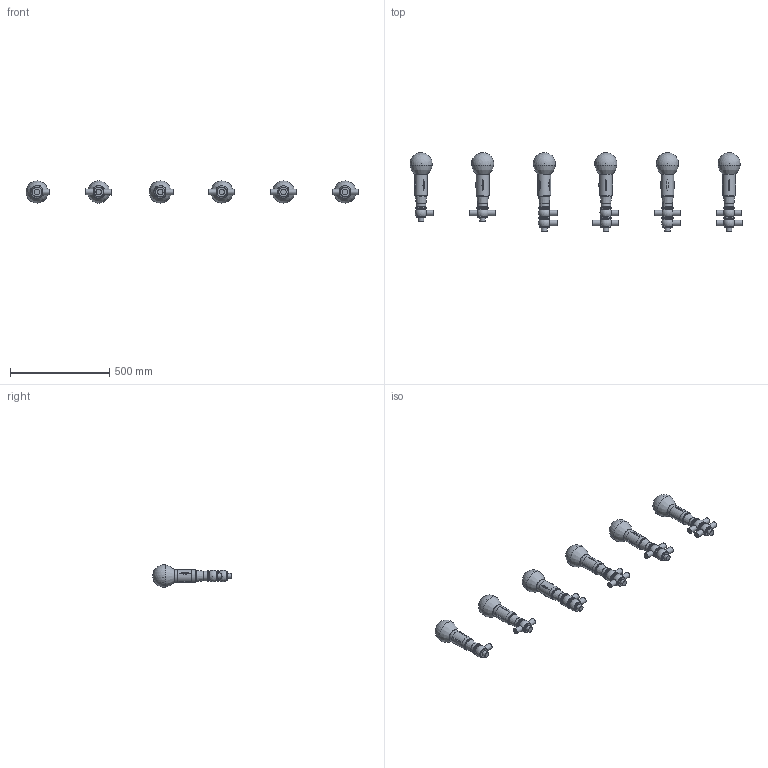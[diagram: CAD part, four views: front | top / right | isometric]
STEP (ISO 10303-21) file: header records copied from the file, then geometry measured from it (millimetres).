
FILE_DESCRIPTION((''),'2;1');
FILE_NAME('BBZP-DN025-SAL.stp','2008-09-24T16:59:55',('malp-m'),(''),'Autodesk Inventor 2008','Autodesk Inventor 2008','');
FILE_SCHEMA(('AUTOMOTIVE_DESIGN { 1 0 10303 214 1 1 1 1 }'));
Length unit declared in the file: millimetre
Products named in the file (8): BBZP-DN025-SAL; J-GIOTTO; CIL59; Assemblaggio-DN025; COR-INF-L-SAL-DN25; COR-INF-T-SAL-DN25; COR-SUP-L-SAL-DN25; COR-SUP-T-SAL-DN25
Assembly tree (28 placements, depth 2):
  BBZP-DN025-SAL
    J-GIOTTO  x6
    CIL59  x6
    Assemblaggio-DN025  x6
    COR-INF-L-SAL-DN25  x3
    COR-INF-T-SAL-DN25  x3
    COR-SUP-L-SAL-DN25  x2
    COR-SUP-T-SAL-DN25  x2
Bounding box: 1670.51 x 395.88 x 112 mm (x, y, z)
Volume: 10188907.5 mm3; surface area: 821187.8 mm2
Topology: 34 solids, 34 shells, 306 faces, 625 edges, 420 vertices
Faces by surface type: cylinder 85, plane 83, cone 74, torus 42, sphere 16, bspline 6
Full cylindrical faces by diameter (mm): 28 x21, 49 x26, 57 x26, 59 x6, 64 x6
Entity records: 2427 total; most frequent: CARTESIAN_POINT 654, DIRECTION 366, ORIENTED_EDGE 200, AXIS2_PLACEMENT_3D 183, EDGE_LOOP 136, EDGE_CURVE 100, VERTEX_POINT 92, FACE_OUTER_BOUND 80
